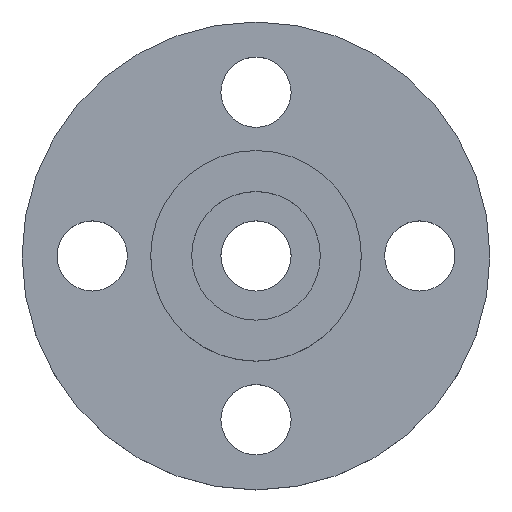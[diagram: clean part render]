
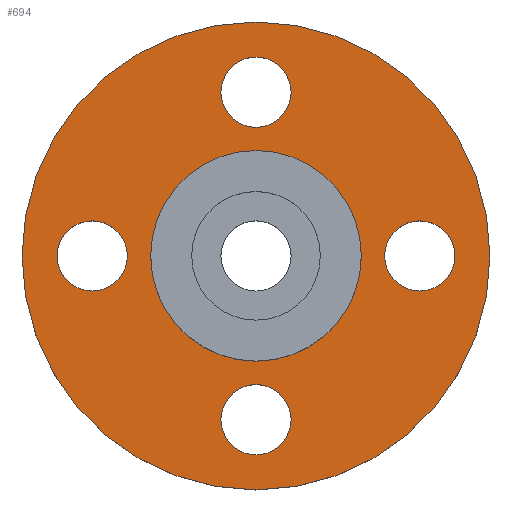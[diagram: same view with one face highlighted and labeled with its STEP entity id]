
A CAD part, top view. The second image highlights one B-rep face of the part: STEP entity #694.
In plain terms, the highlighted planar face has unit normal (0, 0, 1).
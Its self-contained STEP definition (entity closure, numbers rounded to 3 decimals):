
#1 = ORIENTED_EDGE ( 'NONE', *, *, #105, .F. ) ;
#3 = CARTESIAN_POINT ( 'NONE',  ( 0., -7., 2. ) ) ;
#12 = DIRECTION ( 'NONE',  ( 0., 0., 1. ) ) ;
#14 = EDGE_CURVE ( 'NONE', #608, #52, #365, .T. ) ;
#15 = CARTESIAN_POINT ( 'NONE',  ( 0., -7., 2. ) ) ;
#17 = DIRECTION ( 'NONE',  ( 1., 0., 0. ) ) ;
#20 = CARTESIAN_POINT ( 'NONE',  ( 0., 0., 2. ) ) ;
#22 = VERTEX_POINT ( 'NONE', #493 ) ;
#23 = EDGE_CURVE ( 'NONE', #330, #369, #164, .T. ) ;
#30 = CIRCLE ( 'NONE', #78, 1.5 ) ;
#36 = ORIENTED_EDGE ( 'NONE', *, *, #562, .T. ) ;
#44 = EDGE_LOOP ( 'NONE', ( #523, #1 ) ) ;
#52 = VERTEX_POINT ( 'NONE', #247 ) ;
#58 = FACE_OUTER_BOUND ( 'NONE', #427, .T. ) ;
#61 = DIRECTION ( 'NONE',  ( 1., 0., 0. ) ) ;
#68 = ORIENTED_EDGE ( 'NONE', *, *, #571, .F. ) ;
#70 = CARTESIAN_POINT ( 'NONE',  ( -10., 0., 2. ) ) ;
#71 = AXIS2_PLACEMENT_3D ( 'NONE', #3, #12, #380 ) ;
#72 = CARTESIAN_POINT ( 'NONE',  ( 5.5, 0., 2. ) ) ;
#74 = CARTESIAN_POINT ( 'NONE',  ( 0., 0., 2. ) ) ;
#78 = AXIS2_PLACEMENT_3D ( 'NONE', #224, #495, #17 ) ;
#82 = AXIS2_PLACEMENT_3D ( 'NONE', #15, #128, #333 ) ;
#83 = CARTESIAN_POINT ( 'NONE',  ( -1.5, 7., 2. ) ) ;
#93 = ORIENTED_EDGE ( 'NONE', *, *, #453, .F. ) ;
#100 = ORIENTED_EDGE ( 'NONE', *, *, #292, .F. ) ;
#105 = EDGE_CURVE ( 'NONE', #476, #661, #458, .T. ) ;
#112 = AXIS2_PLACEMENT_3D ( 'NONE', #700, #189, #61 ) ;
#120 = ORIENTED_EDGE ( 'NONE', *, *, #390, .F. ) ;
#126 = DIRECTION ( 'NONE',  ( 1., 0., 0. ) ) ;
#128 = DIRECTION ( 'NONE',  ( 0., 0., 1. ) ) ;
#132 = CARTESIAN_POINT ( 'NONE',  ( -7., 0., 2. ) ) ;
#135 = AXIS2_PLACEMENT_3D ( 'NONE', #556, #397, #401 ) ;
#138 = DIRECTION ( 'NONE',  ( 0., 0., 1. ) ) ;
#142 = DIRECTION ( 'NONE',  ( 0., 0., 1. ) ) ;
#143 = EDGE_LOOP ( 'NONE', ( #93, #120 ) ) ;
#148 = FACE_BOUND ( 'NONE', #44, .T. ) ;
#154 = CIRCLE ( 'NONE', #546, 1.5 ) ;
#157 = FACE_BOUND ( 'NONE', #285, .T. ) ;
#164 = CIRCLE ( 'NONE', #526, 10. ) ;
#181 = AXIS2_PLACEMENT_3D ( 'NONE', #400, #138, #508 ) ;
#186 = CARTESIAN_POINT ( 'NONE',  ( -1.5, -7., 2. ) ) ;
#189 = DIRECTION ( 'NONE',  ( 0., 0., 1. ) ) ;
#191 = VERTEX_POINT ( 'NONE', #691 ) ;
#192 = CIRCLE ( 'NONE', #475, 4.5 ) ;
#197 = CARTESIAN_POINT ( 'NONE',  ( 10., 0., 2. ) ) ;
#204 = CIRCLE ( 'NONE', #181, 1.5 ) ;
#224 = CARTESIAN_POINT ( 'NONE',  ( 0., 7., 2. ) ) ;
#231 = AXIS2_PLACEMENT_3D ( 'NONE', #132, #142, #393 ) ;
#247 = CARTESIAN_POINT ( 'NONE',  ( 1.5, -7., 2. ) ) ;
#251 = CIRCLE ( 'NONE', #653, 10. ) ;
#285 = EDGE_LOOP ( 'NONE', ( #545, #100 ) ) ;
#287 = DIRECTION ( 'NONE',  ( 0., 0., 1. ) ) ;
#292 = EDGE_CURVE ( 'NONE', #600, #574, #30, .T. ) ;
#293 = CARTESIAN_POINT ( 'NONE',  ( -8.5, 0., 2. ) ) ;
#320 = DIRECTION ( 'NONE',  ( 1., 0., 0. ) ) ;
#321 = EDGE_CURVE ( 'NONE', #191, #489, #664, .T. ) ;
#322 = ORIENTED_EDGE ( 'NONE', *, *, #14, .F. ) ;
#330 = VERTEX_POINT ( 'NONE', #197 ) ;
#333 = DIRECTION ( 'NONE',  ( 1., 0., 0. ) ) ;
#342 = CARTESIAN_POINT ( 'NONE',  ( 1.5, 7., 2. ) ) ;
#343 = CIRCLE ( 'NONE', #231, 1.5 ) ;
#349 = EDGE_CURVE ( 'NONE', #52, #608, #702, .T. ) ;
#365 = CIRCLE ( 'NONE', #82, 1.5 ) ;
#367 = FACE_BOUND ( 'NONE', #377, .T. ) ;
#369 = VERTEX_POINT ( 'NONE', #70 ) ;
#377 = EDGE_LOOP ( 'NONE', ( #383, #322 ) ) ;
#380 = DIRECTION ( 'NONE',  ( 1., 0., 0. ) ) ;
#383 = ORIENTED_EDGE ( 'NONE', *, *, #349, .F. ) ;
#384 = CARTESIAN_POINT ( 'NONE',  ( 0., 0., 2. ) ) ;
#389 = CARTESIAN_POINT ( 'NONE',  ( 0., 0., 2. ) ) ;
#390 = EDGE_CURVE ( 'NONE', #409, #22, #192, .T. ) ;
#393 = DIRECTION ( 'NONE',  ( 1., 0., 0. ) ) ;
#397 = DIRECTION ( 'NONE',  ( 0., 0., 1. ) ) ;
#400 = CARTESIAN_POINT ( 'NONE',  ( 0., 7., 2. ) ) ;
#401 = DIRECTION ( 'NONE',  ( 1., 0., 0. ) ) ;
#409 = VERTEX_POINT ( 'NONE', #492 ) ;
#427 = EDGE_LOOP ( 'NONE', ( #36, #430 ) ) ;
#430 = ORIENTED_EDGE ( 'NONE', *, *, #23, .T. ) ;
#434 = CARTESIAN_POINT ( 'NONE',  ( -7., 0., 2. ) ) ;
#452 = DIRECTION ( 'NONE',  ( 1., 0., 0. ) ) ;
#453 = EDGE_CURVE ( 'NONE', #22, #409, #582, .T. ) ;
#458 = CIRCLE ( 'NONE', #135, 1.5 ) ;
#465 = AXIS2_PLACEMENT_3D ( 'NONE', #434, #287, #677 ) ;
#474 = AXIS2_PLACEMENT_3D ( 'NONE', #384, #607, #126 ) ;
#475 = AXIS2_PLACEMENT_3D ( 'NONE', #20, #652, #662 ) ;
#476 = VERTEX_POINT ( 'NONE', #72 ) ;
#489 = VERTEX_POINT ( 'NONE', #293 ) ;
#492 = CARTESIAN_POINT ( 'NONE',  ( 4.5, 0., 2. ) ) ;
#493 = CARTESIAN_POINT ( 'NONE',  ( -4.5, 0., 2. ) ) ;
#495 = DIRECTION ( 'NONE',  ( 0., 0., 1. ) ) ;
#497 = DIRECTION ( 'NONE',  ( 0., 0., 1. ) ) ;
#508 = DIRECTION ( 'NONE',  ( 1., 0., 0. ) ) ;
#523 = ORIENTED_EDGE ( 'NONE', *, *, #649, .F. ) ;
#526 = AXIS2_PLACEMENT_3D ( 'NONE', #74, #497, #688 ) ;
#527 = FACE_BOUND ( 'NONE', #566, .T. ) ;
#530 = FACE_BOUND ( 'NONE', #143, .T. ) ;
#545 = ORIENTED_EDGE ( 'NONE', *, *, #628, .F. ) ;
#546 = AXIS2_PLACEMENT_3D ( 'NONE', #647, #644, #320 ) ;
#556 = CARTESIAN_POINT ( 'NONE',  ( 7., 0., 2. ) ) ;
#562 = EDGE_CURVE ( 'NONE', #369, #330, #251, .T. ) ;
#566 = EDGE_LOOP ( 'NONE', ( #573, #68 ) ) ;
#571 = EDGE_CURVE ( 'NONE', #489, #191, #343, .T. ) ;
#573 = ORIENTED_EDGE ( 'NONE', *, *, #321, .F. ) ;
#574 = VERTEX_POINT ( 'NONE', #342 ) ;
#582 = CIRCLE ( 'NONE', #474, 4.5 ) ;
#600 = VERTEX_POINT ( 'NONE', #83 ) ;
#607 = DIRECTION ( 'NONE',  ( 0., 0., 1. ) ) ;
#608 = VERTEX_POINT ( 'NONE', #186 ) ;
#614 = DIRECTION ( 'NONE',  ( 0., 0., 1. ) ) ;
#628 = EDGE_CURVE ( 'NONE', #574, #600, #204, .T. ) ;
#640 = CARTESIAN_POINT ( 'NONE',  ( 8.5, 0., 2. ) ) ;
#644 = DIRECTION ( 'NONE',  ( 0., 0., 1. ) ) ;
#647 = CARTESIAN_POINT ( 'NONE',  ( 7., 0., 2. ) ) ;
#649 = EDGE_CURVE ( 'NONE', #661, #476, #154, .T. ) ;
#652 = DIRECTION ( 'NONE',  ( 0., 0., 1. ) ) ;
#653 = AXIS2_PLACEMENT_3D ( 'NONE', #389, #614, #452 ) ;
#661 = VERTEX_POINT ( 'NONE', #640 ) ;
#662 = DIRECTION ( 'NONE',  ( 1., 0., 0. ) ) ;
#664 = CIRCLE ( 'NONE', #465, 1.5 ) ;
#677 = DIRECTION ( 'NONE',  ( 1., 0., 0. ) ) ;
#688 = DIRECTION ( 'NONE',  ( 1., 0., 0. ) ) ;
#691 = CARTESIAN_POINT ( 'NONE',  ( -5.5, 0., 2. ) ) ;
#694 = ADVANCED_FACE ( 'NONE', ( #157, #148, #367, #527, #530, #58 ), #697, .T. ) ;
#697 = PLANE ( 'NONE',  #112 ) ;
#700 = CARTESIAN_POINT ( 'NONE',  ( 0., 0., 2. ) ) ;
#702 = CIRCLE ( 'NONE', #71, 1.5 ) ;
